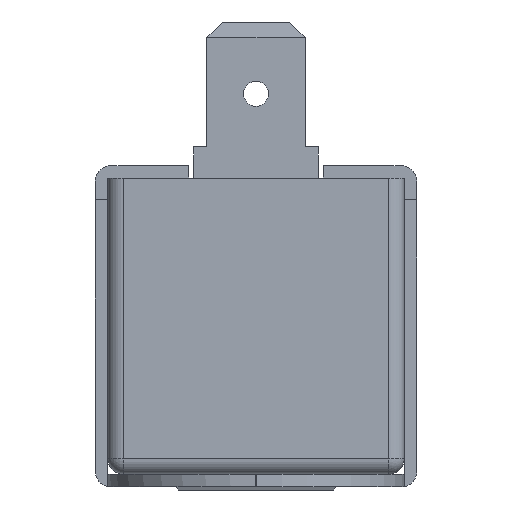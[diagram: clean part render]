
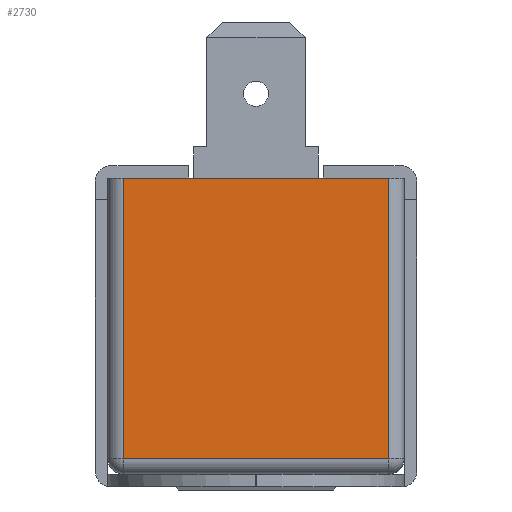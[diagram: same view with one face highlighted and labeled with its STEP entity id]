
A CAD part, left-side view. The second image highlights one B-rep face of the part: STEP entity #2730.
In plain terms, the highlighted planar face has unit normal (-1, 0, 0).
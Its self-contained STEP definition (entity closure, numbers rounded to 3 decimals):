
#75 = AXIS2_PLACEMENT_3D ( 'NONE', #1752, #4683, #2178 ) ;
#170 = VECTOR ( 'NONE', #5006, 1000. ) ;
#177 = CARTESIAN_POINT ( 'NONE',  ( -18.803, 56.113, 64.547 ) ) ;
#406 = ORIENTED_EDGE ( 'NONE', *, *, #4932, .T. ) ;
#607 = CARTESIAN_POINT ( 'NONE',  ( -18.803, 56.113, 82.547 ) ) ;
#838 = LINE ( 'NONE', #3267, #4895 ) ;
#926 = CARTESIAN_POINT ( 'NONE',  ( -18.803, 39.113, 64.547 ) ) ;
#1272 = EDGE_CURVE ( 'NONE', #4152, #3929, #838, .T. ) ;
#1313 = LINE ( 'NONE', #3735, #170 ) ;
#1360 = EDGE_CURVE ( 'NONE', #4152, #4115, #1313, .T. ) ;
#1390 = FACE_OUTER_BOUND ( 'NONE', #4061, .T. ) ;
#1694 = EDGE_CURVE ( 'NONE', #4115, #2768, #5165, .T. ) ;
#1752 = CARTESIAN_POINT ( 'NONE',  ( -18.803, 38.113, 82.547 ) ) ;
#1766 = CARTESIAN_POINT ( 'NONE',  ( -18.803, 39.113, 82.547 ) ) ;
#1785 = CARTESIAN_POINT ( 'NONE',  ( -18.803, 38.113, 64.547 ) ) ;
#1846 = CARTESIAN_POINT ( 'NONE',  ( -18.803, 39.113, 82.547 ) ) ;
#2178 = DIRECTION ( 'NONE',  ( 0., 1., 0. ) ) ;
#2217 = DIRECTION ( 'NONE',  ( 0., -1., 0. ) ) ;
#2262 = DIRECTION ( 'NONE',  ( 0., 0., 1. ) ) ;
#2428 = ORIENTED_EDGE ( 'NONE', *, *, #1694, .T. ) ;
#2696 = LINE ( 'NONE', #1846, #5184 ) ;
#2730 = ADVANCED_FACE ( 'NONE', ( #1390 ), #5422, .F. ) ;
#2768 = VERTEX_POINT ( 'NONE', #926 ) ;
#2987 = ORIENTED_EDGE ( 'NONE', *, *, #1360, .T. ) ;
#3076 = VECTOR ( 'NONE', #2217, 1000. ) ;
#3267 = CARTESIAN_POINT ( 'NONE',  ( -18.803, 38.113, 82.547 ) ) ;
#3400 = ORIENTED_EDGE ( 'NONE', *, *, #1272, .F. ) ;
#3735 = CARTESIAN_POINT ( 'NONE',  ( -18.803, 56.113, 82.547 ) ) ;
#3929 = VERTEX_POINT ( 'NONE', #1766 ) ;
#4061 = EDGE_LOOP ( 'NONE', ( #2987, #2428, #406, #3400 ) ) ;
#4115 = VERTEX_POINT ( 'NONE', #177 ) ;
#4152 = VERTEX_POINT ( 'NONE', #607 ) ;
#4683 = DIRECTION ( 'NONE',  ( 1., 0., 0. ) ) ;
#4895 = VECTOR ( 'NONE', #5389, 1000. ) ;
#4932 = EDGE_CURVE ( 'NONE', #2768, #3929, #2696, .T. ) ;
#5006 = DIRECTION ( 'NONE',  ( 0., 0., -1. ) ) ;
#5165 = LINE ( 'NONE', #1785, #3076 ) ;
#5184 = VECTOR ( 'NONE', #2262, 1000. ) ;
#5389 = DIRECTION ( 'NONE',  ( 0., -1., 0. ) ) ;
#5422 = PLANE ( 'NONE',  #75 ) ;
